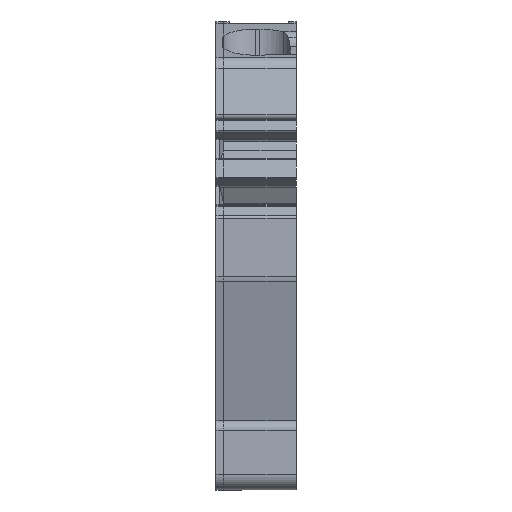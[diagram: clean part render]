
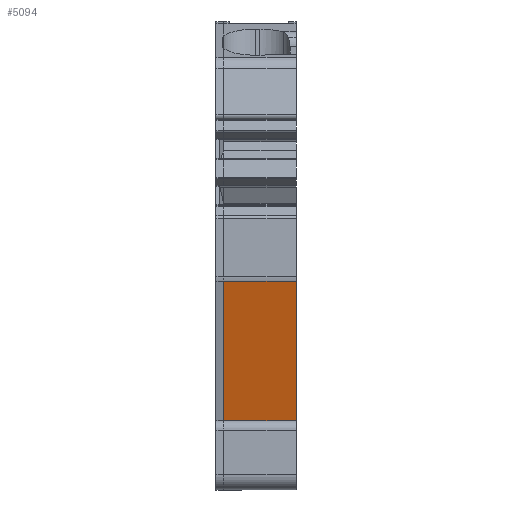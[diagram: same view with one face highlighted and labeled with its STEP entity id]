
A CAD part, front view. The second image highlights one B-rep face of the part: STEP entity #5094.
In plain terms, the highlighted planar face has unit normal (0, -0.966, -0.259).
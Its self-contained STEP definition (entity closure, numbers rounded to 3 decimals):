
#5074=AXIS2_PLACEMENT_3D('Plane Axis2P3D',#5071,#5072,#5073) ;
#4058=CARTESIAN_POINT('Vertex',(5.1,0.034,13.238)) ;
#4061=CARTESIAN_POINT('Line Origine',(5.1,1.406,8.118)) ;
#4065=CARTESIAN_POINT('Vertex',(5.1,2.778,2.998)) ;
#5049=CARTESIAN_POINT('Vertex',(0.5,2.778,2.998)) ;
#5057=CARTESIAN_POINT('Line Origine',(5.1,2.778,2.998)) ;
#5071=CARTESIAN_POINT('Axis2P3D Location',(0.,2.778,2.998)) ;
#5076=CARTESIAN_POINT('Line Origine',(0.5,1.406,8.118)) ;
#5080=CARTESIAN_POINT('Vertex',(0.5,0.034,13.238)) ;
#5083=CARTESIAN_POINT('Line Origine',(2.8,0.034,13.238)) ;
#4062=DIRECTION('Vector Direction',(0.,-0.259,0.966)) ;
#5058=DIRECTION('Vector Direction',(1.,0.,0.)) ;
#5072=DIRECTION('Axis2P3D Direction',(0.,0.966,0.259)) ;
#5073=DIRECTION('Axis2P3D XDirection',(0.,-0.259,0.966)) ;
#5077=DIRECTION('Vector Direction',(0.,-0.259,0.966)) ;
#5084=DIRECTION('Vector Direction',(1.,0.,0.)) ;
#4063=VECTOR('Line Direction',#4062,1.) ;
#5059=VECTOR('Line Direction',#5058,1.) ;
#5078=VECTOR('Line Direction',#5077,1.) ;
#5085=VECTOR('Line Direction',#5084,1.) ;
#5089=ORIENTED_EDGE('',*,*,#5082,.F.) ;
#5090=ORIENTED_EDGE('',*,*,#5061,.T.) ;
#5091=ORIENTED_EDGE('',*,*,#4067,.F.) ;
#5092=ORIENTED_EDGE('',*,*,#5087,.F.) ;
#5094=ADVANCED_FACE('KLTR ZPEA2.5-2.1\\KLTR_ZPEA2.5-2',(#5093),#5075,.F.) ;
#4067=EDGE_CURVE('',#4059,#4066,#4064,.F.) ;
#5061=EDGE_CURVE('',#5050,#4066,#5060,.T.) ;
#5082=EDGE_CURVE('',#5050,#5081,#5079,.T.) ;
#5087=EDGE_CURVE('',#5081,#4059,#5086,.T.) ;
#5088=EDGE_LOOP('',(#5089,#5090,#5091,#5092)) ;
#5093=FACE_OUTER_BOUND('',#5088,.T.) ;
#4064=LINE('Line',#4061,#4063) ;
#5060=LINE('Line',#5057,#5059) ;
#5079=LINE('Line',#5076,#5078) ;
#5086=LINE('Line',#5083,#5085) ;
#5075=PLANE('',#5074) ;
#4059=VERTEX_POINT('',#4058) ;
#4066=VERTEX_POINT('',#4065) ;
#5050=VERTEX_POINT('',#5049) ;
#5081=VERTEX_POINT('',#5080) ;
